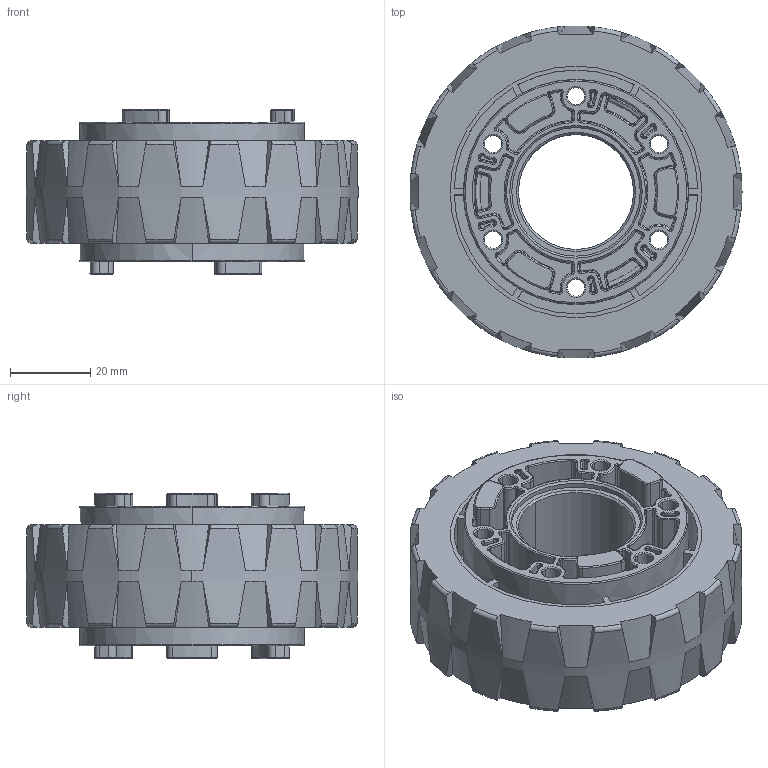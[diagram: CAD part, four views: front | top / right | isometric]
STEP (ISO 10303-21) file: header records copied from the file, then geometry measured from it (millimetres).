
FILE_DESCRIPTION (( 'STEP AP214' ), '1' );
FILE_NAME ('217-3202-STEP.STEP', '2013-12-06T21:30:42', ( '' ), ( '' ), 'SwSTEP 2.0', 'SolidWorks 2013', '' );
FILE_SCHEMA (( 'AUTOMOTIVE_DESIGN' ));
Length unit declared in the file: millimetre
Products named in the file (1): 217-3202-STEP
Bounding box: 82.55 x 82.53 x 41.15 mm (x, y, z)
Volume: 89589.4 mm3; surface area: 73174.9 mm2
Topology: 2 solids, 2 shells, 2143 faces, 5206 edges, 3098 vertices
Faces by surface type: torus 870, cylinder 600, plane 250, bspline 216, cone 168, sphere 39
Entity records: 68343 total; most frequent: CARTESIAN_POINT 18015, DIRECTION 11666, ORIENTED_EDGE 10352, AXIS2_PLACEMENT_3D 5328, EDGE_CURVE 5176, CIRCLE 3400, VERTEX_POINT 3093, EDGE_LOOP 2239
